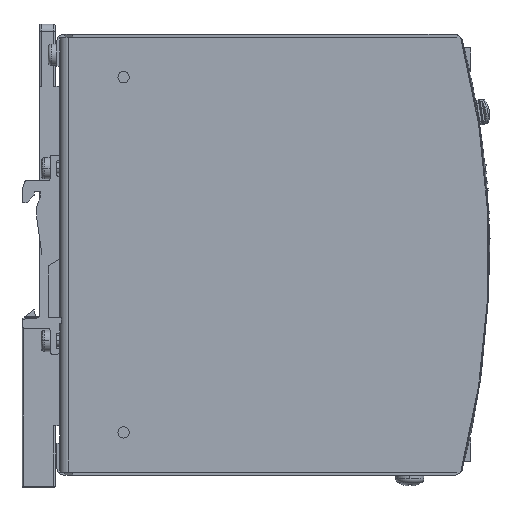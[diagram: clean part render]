
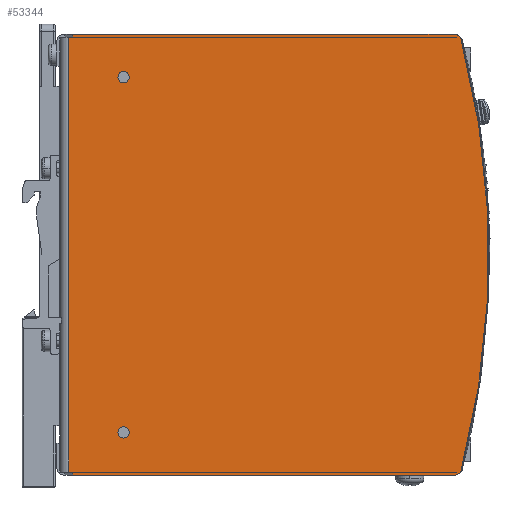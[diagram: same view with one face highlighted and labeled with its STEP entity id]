
A CAD part, front view. The second image highlights one B-rep face of the part: STEP entity #53344.
In plain terms, the highlighted planar face has unit normal (0, -1, 0).
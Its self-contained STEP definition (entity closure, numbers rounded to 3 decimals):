
#1997=DIRECTION('',(1.,0.,0.));
#1998=VECTOR('',#1997,109.197);
#1999=CARTESIAN_POINT('',(2.5,-24.,61.15));
#2000=LINE('',#1999,#1998);
#2131=DIRECTION('',(0.,0.,1.));
#2132=VECTOR('',#2131,122.3);
#2133=CARTESIAN_POINT('',(2.5,-24.,-61.15));
#2134=LINE('',#2133,#2132);
#4563=DIRECTION('',(-1.,0.,0.));
#4564=VECTOR('',#4563,107.631);
#4565=CARTESIAN_POINT('',(111.281,-24.,-62.));
#4566=LINE('',#4565,#4564);
#4617=DIRECTION('',(1.,0.,0.));
#4618=VECTOR('',#4617,107.631);
#4619=CARTESIAN_POINT('',(3.65,-24.,-61.25));
#4620=LINE('',#4619,#4618);
#4903=DIRECTION('',(-1.,0.,0.));
#4904=VECTOR('',#4903,107.631);
#4905=CARTESIAN_POINT('',(111.281,-24.,61.25));
#4906=LINE('',#4905,#4904);
#4919=DIRECTION('',(1.,0.,0.));
#4920=VECTOR('',#4919,107.631);
#4921=CARTESIAN_POINT('',(3.65,-24.,62.));
#4922=LINE('',#4921,#4920);
#4931=DIRECTION('',(1.,0.,0.));
#4932=VECTOR('',#4931,109.195);
#4933=CARTESIAN_POINT('',(2.5,-24.,-61.15));
#4934=LINE('',#4933,#4932);
#4935=CARTESIAN_POINT('',(111.281,-24.,61.25));
#4936=CARTESIAN_POINT('',(111.302,-24.,61.25));
#4937=CARTESIAN_POINT('',(111.342,-24.,61.249));
#4938=CARTESIAN_POINT('',(111.404,-24.,61.243));
#4939=CARTESIAN_POINT('',(111.464,-24.,61.234));
#4940=CARTESIAN_POINT('',(111.524,-24.,61.221));
#4941=CARTESIAN_POINT('',(111.583,-24.,61.203));
#4942=CARTESIAN_POINT('',(111.644,-24.,61.186));
#4943=CARTESIAN_POINT('',(111.674,-24.,61.163));
#4944=CARTESIAN_POINT('',(111.697,-24.,61.152));
#4946=CARTESIAN_POINT('',(111.281,-24.,60.25));
#4947=DIRECTION('',(0.,-1.,0.));
#4948=DIRECTION('',(0.968,0.,0.252));
#4949=AXIS2_PLACEMENT_3D('',#4946,#4947,#4948);
#4951=CARTESIAN_POINT('',(-120.,-24.,0.));
#4952=DIRECTION('',(0.,-1.,0.));
#4953=DIRECTION('',(0.968,0.,-0.252));
#4954=AXIS2_PLACEMENT_3D('',#4951,#4952,#4953);
#4956=CARTESIAN_POINT('',(111.281,-24.,-60.25));
#4957=DIRECTION('',(0.,-1.,0.));
#4958=DIRECTION('',(0.,0.,-1.));
#4959=AXIS2_PLACEMENT_3D('',#4956,#4957,#4958);
#4961=CARTESIAN_POINT('',(111.281,-24.,-60.25));
#4962=DIRECTION('',(0.,1.,0.));
#4963=DIRECTION('',(0.418,0.,-0.908));
#4964=AXIS2_PLACEMENT_3D('',#4961,#4962,#4963);
#4966=CARTESIAN_POINT('',(18.,-24.,-50.));
#4967=DIRECTION('',(0.,1.,0.));
#4968=DIRECTION('',(1.,0.,0.));
#4969=AXIS2_PLACEMENT_3D('',#4966,#4967,#4968);
#4971=CARTESIAN_POINT('',(18.,-24.,-50.));
#4972=DIRECTION('',(0.,1.,0.));
#4973=DIRECTION('',(-1.,0.,0.));
#4974=AXIS2_PLACEMENT_3D('',#4971,#4972,#4973);
#4976=CARTESIAN_POINT('',(18.,-24.,50.));
#4977=DIRECTION('',(0.,1.,0.));
#4978=DIRECTION('',(1.,0.,0.));
#4979=AXIS2_PLACEMENT_3D('',#4976,#4977,#4978);
#4981=CARTESIAN_POINT('',(18.,-24.,50.));
#4982=DIRECTION('',(0.,1.,0.));
#4983=DIRECTION('',(-1.,0.,0.));
#4984=AXIS2_PLACEMENT_3D('',#4981,#4982,#4983);
#4986=DIRECTION('',(0.,0.,1.));
#4987=VECTOR('',#4986,0.75);
#4988=CARTESIAN_POINT('',(3.65,-24.,61.25));
#4989=LINE('',#4988,#4987);
#5006=DIRECTION('',(0.,0.,1.));
#5007=VECTOR('',#5006,0.75);
#5008=CARTESIAN_POINT('',(3.65,-24.,-62.));
#5009=LINE('',#5008,#5007);
#34232=CARTESIAN_POINT('',(111.695,-24.,-61.152));
#34234=VERTEX_POINT('',#34232);
#34242=CARTESIAN_POINT('',(111.697,-24.,61.152));
#34243=VERTEX_POINT('',#34242);
#34250=CARTESIAN_POINT('',(2.5,-24.,61.15));
#34251=VERTEX_POINT('',#34250);
#34252=CARTESIAN_POINT('',(2.5,-24.,-61.15));
#34253=VERTEX_POINT('',#34252);
#34294=CARTESIAN_POINT('',(16.4,-24.,50.));
#34296=VERTEX_POINT('',#34294);
#34298=CARTESIAN_POINT('',(19.6,-24.,50.));
#34300=VERTEX_POINT('',#34298);
#34302=CARTESIAN_POINT('',(16.4,-24.,-50.));
#34304=VERTEX_POINT('',#34302);
#34306=CARTESIAN_POINT('',(19.6,-24.,-50.));
#34308=VERTEX_POINT('',#34306);
#34366=CARTESIAN_POINT('',(3.65,-24.,-61.25));
#34367=VERTEX_POINT('',#34366);
#34368=CARTESIAN_POINT('',(111.281,-24.,-61.25));
#34369=VERTEX_POINT('',#34368);
#37998=CARTESIAN_POINT('',(111.281,-24.,61.25));
#37999=VERTEX_POINT('',#37998);
#38012=CARTESIAN_POINT('',(3.65,-24.,62.));
#38013=VERTEX_POINT('',#38012);
#38014=CARTESIAN_POINT('',(111.281,-24.,62.));
#38015=VERTEX_POINT('',#38014);
#38018=CARTESIAN_POINT('',(112.975,-24.,60.691));
#38019=VERTEX_POINT('',#38018);
#38028=CARTESIAN_POINT('',(111.281,-24.,-62.));
#38029=CARTESIAN_POINT('',(112.975,-24.,-60.691));
#38030=VERTEX_POINT('',#38028);
#38031=VERTEX_POINT('',#38029);
#38036=CARTESIAN_POINT('',(3.65,-24.,-62.));
#38037=VERTEX_POINT('',#38036);
#38058=CARTESIAN_POINT('',(3.65,-24.,61.25));
#38059=VERTEX_POINT('',#38058);
#53307=CARTESIAN_POINT('',(130.,-24.,-61.15));
#53308=DIRECTION('',(0.,-1.,0.));
#53309=DIRECTION('',(0.,0.,-1.));
#53310=AXIS2_PLACEMENT_3D('',#53307,#53308,#53309);
#53311=PLANE('',#53310);
#53312=ORIENTED_EDGE('',*,*,#45876,.F.);
#53313=ORIENTED_EDGE('',*,*,#43868,.T.);
#53314=ORIENTED_EDGE('',*,*,#43737,.T.);
#53315=ORIENTED_EDGE('',*,*,#50985,.F.);
#53316=ORIENTED_EDGE('',*,*,#51021,.T.);
#53318=ORIENTED_EDGE('',*,*,#53317,.T.);
#53319=ORIENTED_EDGE('',*,*,#52172,.T.);
#53320=ORIENTED_EDGE('',*,*,#43367,.F.);
#53321=ORIENTED_EDGE('',*,*,#43391,.F.);
#53323=ORIENTED_EDGE('',*,*,#53322,.F.);
#53324=ORIENTED_EDGE('',*,*,#48288,.T.);
#53326=ORIENTED_EDGE('',*,*,#53325,.T.);
#53327=ORIENTED_EDGE('',*,*,#49529,.T.);
#53329=ORIENTED_EDGE('',*,*,#53328,.F.);
#53330=EDGE_LOOP('',(#53312,#53313,#53314,#53315,#53316,#53318,#53319,#53320,
#53321,#53323,#53324,#53326,#53327,#53329));
#53331=FACE_OUTER_BOUND('',#53330,.F.);
#53333=ORIENTED_EDGE('',*,*,#53332,.F.);
#53335=ORIENTED_EDGE('',*,*,#53334,.F.);
#53336=EDGE_LOOP('',(#53333,#53335));
#53337=FACE_BOUND('',#53336,.F.);
#53339=ORIENTED_EDGE('',*,*,#53338,.F.);
#53341=ORIENTED_EDGE('',*,*,#53340,.F.);
#53342=EDGE_LOOP('',(#53339,#53341));
#53343=FACE_BOUND('',#53342,.F.);
#53344=ADVANCED_FACE('',(#53331,#53337,#53343),#53311,.T.);
#4945=B_SPLINE_CURVE_WITH_KNOTS('',3,(#4935,#4936,#4937,#4938,#4939,#4940,#4941,
#4942,#4943,#4944),.UNSPECIFIED.,.F.,.F.,(4,1,1,1,1,1,1,4),(0.,
0.143,0.286,0.429,0.571,
0.714,0.857,1.),.UNSPECIFIED.);
#4950=CIRCLE('',#4949,1.75);
#4955=CIRCLE('',#4954,240.75);
#4960=CIRCLE('',#4959,1.75);
#4965=CIRCLE('',#4964,1.);
#4970=CIRCLE('',#4969,1.6);
#4975=CIRCLE('',#4974,1.6);
#4980=CIRCLE('',#4979,1.6);
#4985=CIRCLE('',#4984,1.6);
#43367=EDGE_CURVE('',#38019,#38015,#4950,.T.);
#43391=EDGE_CURVE('',#38031,#38019,#4955,.T.);
#43737=EDGE_CURVE('',#34251,#34243,#2000,.T.);
#43868=EDGE_CURVE('',#34253,#34251,#2134,.T.);
#45876=EDGE_CURVE('',#34253,#34234,#4934,.T.);
#48288=EDGE_CURVE('',#38030,#38037,#4566,.T.);
#49529=EDGE_CURVE('',#34367,#34369,#4620,.T.);
#50985=EDGE_CURVE('',#37999,#34243,#4945,.T.);
#51021=EDGE_CURVE('',#37999,#38059,#4906,.T.);
#52172=EDGE_CURVE('',#38013,#38015,#4922,.T.);
#53317=EDGE_CURVE('',#38059,#38013,#4989,.T.);
#53322=EDGE_CURVE('',#38030,#38031,#4960,.T.);
#53325=EDGE_CURVE('',#38037,#34367,#5009,.T.);
#53328=EDGE_CURVE('',#34234,#34369,#4965,.T.);
#53332=EDGE_CURVE('',#34308,#34304,#4970,.T.);
#53334=EDGE_CURVE('',#34304,#34308,#4975,.T.);
#53338=EDGE_CURVE('',#34300,#34296,#4980,.T.);
#53340=EDGE_CURVE('',#34296,#34300,#4985,.T.);
